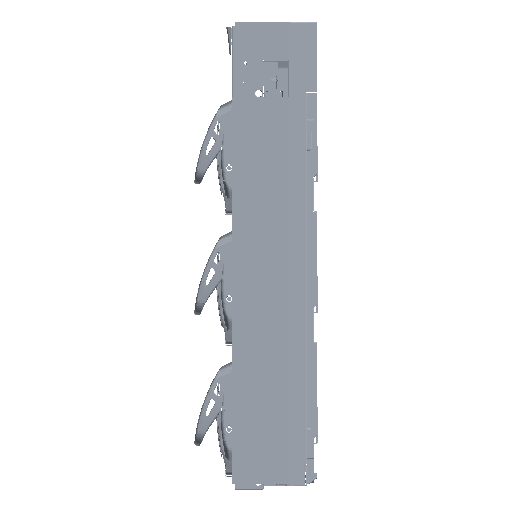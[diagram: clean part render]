
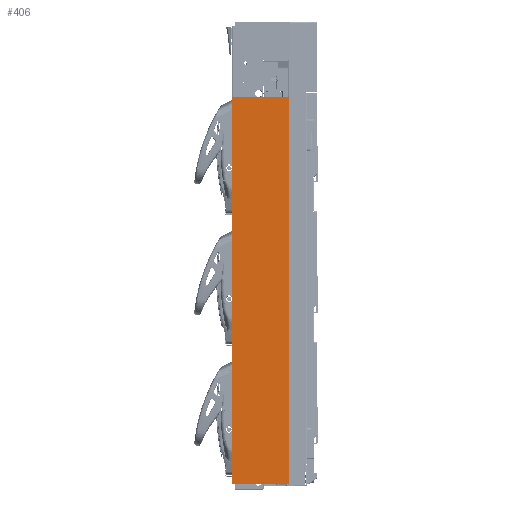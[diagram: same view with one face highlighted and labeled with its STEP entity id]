
A CAD part, left-side view. The second image highlights one B-rep face of the part: STEP entity #406.
In plain terms, the highlighted planar face has unit normal (-1, 0, 0).
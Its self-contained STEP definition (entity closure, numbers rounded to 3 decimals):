
#263=DIRECTION('',(0.,0.,1.));
#264=VECTOR('',#263,547.483);
#265=CARTESIAN_POINT('',(-99.207,622.005,-440.393));
#266=LINE('',#265,#264);
#267=DIRECTION('',(0.,-1.,0.));
#268=VECTOR('',#267,81.026);
#269=CARTESIAN_POINT('',(-99.207,622.005,107.09));
#270=LINE('',#269,#268);
#271=DIRECTION('',(0.,0.,-1.));
#272=VECTOR('',#271,547.483);
#273=CARTESIAN_POINT('',(-99.207,540.979,107.09));
#274=LINE('',#273,#272);
#275=DIRECTION('',(0.,1.,0.));
#276=VECTOR('',#275,81.026);
#277=CARTESIAN_POINT('',(-99.207,540.979,-440.393));
#278=LINE('',#277,#276);
#287=CARTESIAN_POINT('',(-99.207,622.005,-440.393));
#288=CARTESIAN_POINT('',(-99.207,622.005,107.09));
#289=VERTEX_POINT('',#287);
#290=VERTEX_POINT('',#288);
#291=CARTESIAN_POINT('',(-99.207,540.979,107.09));
#292=VERTEX_POINT('',#291);
#293=CARTESIAN_POINT('',(-99.207,540.979,-440.393));
#294=VERTEX_POINT('',#293);
#395=CARTESIAN_POINT('',(-99.207,0.,0.));
#396=DIRECTION('',(1.,0.,0.));
#397=DIRECTION('',(0.,0.,-1.));
#398=AXIS2_PLACEMENT_3D('',#395,#396,#397);
#399=PLANE('',#398);
#400=ORIENTED_EDGE('',*,*,#326,.T.);
#401=ORIENTED_EDGE('',*,*,#348,.T.);
#402=ORIENTED_EDGE('',*,*,#369,.T.);
#403=ORIENTED_EDGE('',*,*,#382,.T.);
#404=EDGE_LOOP('',(#400,#401,#402,#403));
#405=FACE_OUTER_BOUND('',#404,.F.);
#326=EDGE_CURVE('',#289,#290,#266,.T.);
#348=EDGE_CURVE('',#290,#292,#270,.T.);
#369=EDGE_CURVE('',#292,#294,#274,.T.);
#382=EDGE_CURVE('',#294,#289,#278,.T.);
#406=ADVANCED_FACE('',(#405),#399,.F.);
